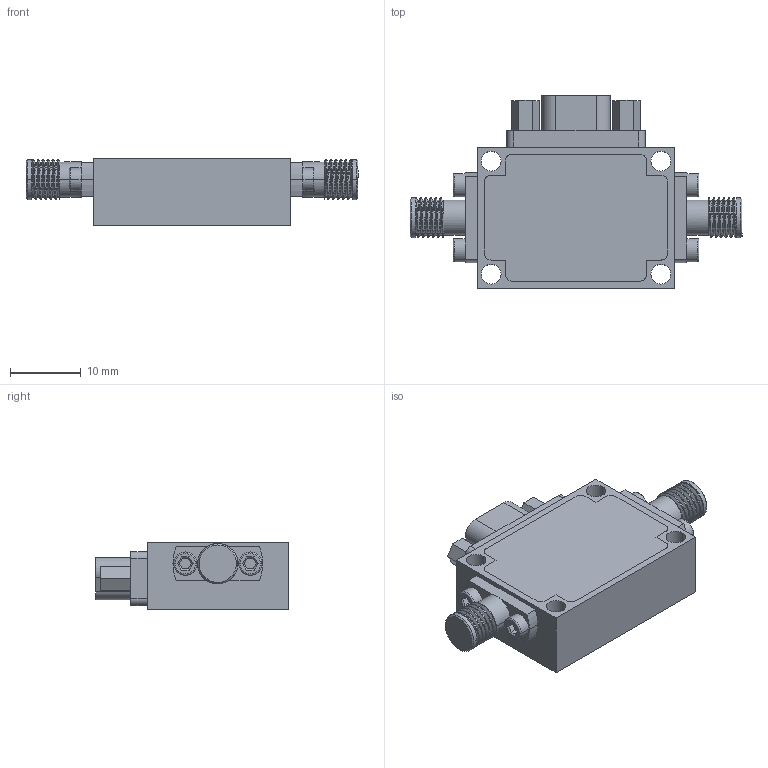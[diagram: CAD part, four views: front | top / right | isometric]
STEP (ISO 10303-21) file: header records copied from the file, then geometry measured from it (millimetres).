
FILE_DESCRIPTION(('CATIA V5 STEP Exchange'),'2;1');
FILE_NAME('DT060106GA1B.stp','2022-04-01T02:06:27+00:00',('none'),('none'),'CATIA Version 5 Release 21 GA (IN-10)','CATIA V5 STEP AP214','none');
FILE_SCHEMA(('AUTOMOTIVE_DESIGN { 1 0 10303 214 1 1 1 1 }'));
Length unit declared in the file: millimetre
Products named in the file (6): Product1; Product4; Part7; Part8; J30J-9ZKP; D550S12/15F06
Assembly tree (6 placements, depth 3):
  Product1
    Product4
      Part7
      Part8
      J30J-9ZKP
      D550S12/15F06  x2
Bounding box: 47 x 27.3 x 9.5 mm (x, y, z)
Volume: 6425.4 mm3; surface area: 5396.2 mm2
Topology: 5 solids, 5 shells, 579 faces, 1329 edges, 804 vertices
Faces by surface type: bspline 220, plane 176, cylinder 140, cone 27, extrusion 8, torus 8
Entity records: 10563 total; most frequent: CARTESIAN_POINT 3189, ORIENTED_EDGE 1770, DIRECTION 1055, EDGE_CURVE 885, VERTEX_POINT 548, AXIS2_PLACEMENT_3D 444, EDGE_LOOP 425, ADVANCED_FACE 381
